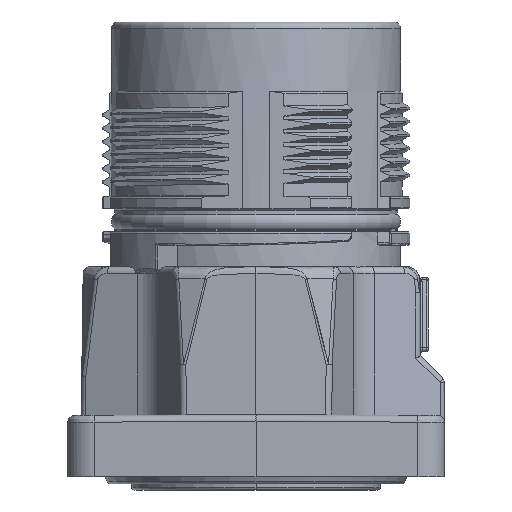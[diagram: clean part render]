
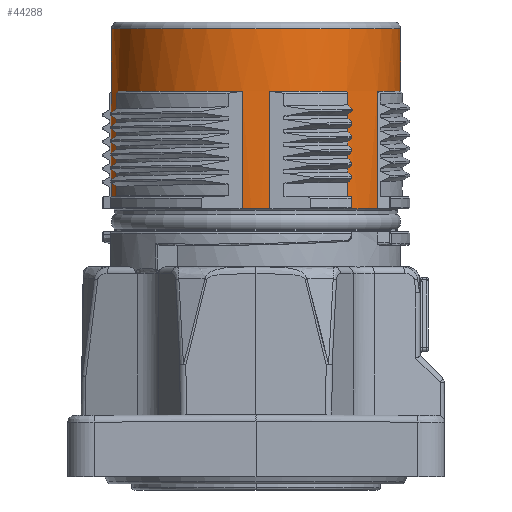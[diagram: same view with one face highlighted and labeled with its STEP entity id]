
A CAD part, front view. The second image highlights one B-rep face of the part: STEP entity #44288.
In plain terms, the highlighted cylindrical face has radius 10.75 mm (diameter 21.5 mm), a partial arc.
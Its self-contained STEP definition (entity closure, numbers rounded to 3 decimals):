
#6348=CARTESIAN_POINT('',(0.,0.,33.3));
#6349=DIRECTION('',(0.,0.,1.));
#6350=DIRECTION('',(-1.,0.,0.));
#6351=AXIS2_PLACEMENT_3D('',#6348,#6349,#6350);
#6353=CARTESIAN_POINT('',(0.,0.,28.65));
#6354=DIRECTION('',(0.,0.,-1.));
#6355=DIRECTION('',(1.,0.,0.));
#6356=AXIS2_PLACEMENT_3D('',#6353,#6354,#6355);
#6363=DIRECTION('',(0.,0.,1.));
#6364=VECTOR('',#6363,4.8);
#6365=CARTESIAN_POINT('',(-10.75,0.,28.5));
#6366=LINE('',#6365,#6364);
#6367=CARTESIAN_POINT('',(0.,0.,28.5));
#6368=DIRECTION('',(0.,0.,1.));
#6369=DIRECTION('',(-1.,0.014,0.));
#6370=AXIS2_PLACEMENT_3D('',#6367,#6368,#6369);
#6381=DIRECTION('',(0.,0.,1.));
#6382=VECTOR('',#6381,4.65);
#6383=CARTESIAN_POINT('',(10.75,0.,28.65));
#6384=LINE('',#6383,#6382);
#6426=DIRECTION('',(0.,0.,1.));
#6427=VECTOR('',#6426,8.6);
#6428=CARTESIAN_POINT('',(-10.749,0.152,19.9));
#6429=LINE('',#6428,#6427);
#6463=CARTESIAN_POINT('',(0.,0.,19.9));
#6464=DIRECTION('',(0.,0.,1.));
#6465=DIRECTION('',(0.626,-0.779,0.));
#6466=AXIS2_PLACEMENT_3D('',#6463,#6464,#6465);
#6512=CARTESIAN_POINT('',(0.,0.,19.9));
#6513=DIRECTION('',(0.,0.,1.));
#6514=DIRECTION('',(-1.,0.014,0.));
#6515=AXIS2_PLACEMENT_3D('',#6512,#6513,#6514);
#6525=CARTESIAN_POINT('',(0.,0.,19.9));
#6526=DIRECTION('',(0.,0.,1.));
#6527=DIRECTION('',(-0.096,-0.995,0.));
#6528=AXIS2_PLACEMENT_3D('',#6525,#6526,#6527);
#6573=DIRECTION('',(0.,0.,-1.));
#6574=VECTOR('',#6573,8.75);
#6575=CARTESIAN_POINT('',(6.734,-8.379,28.65));
#6576=LINE('',#6575,#6574);
#6607=DIRECTION('',(0.,0.,1.));
#6608=VECTOR('',#6607,8.75);
#6609=CARTESIAN_POINT('',(1.036,-10.7,19.9));
#6610=LINE('',#6609,#6608);
#6632=CARTESIAN_POINT('',(1.036,-10.7,28.65));
#6634=CARTESIAN_POINT('',(0.,0.,
28.65));
#6635=DIRECTION('',(0.,0.,1.));
#6636=DIRECTION('',(0.096,-0.995,0.));
#6637=AXIS2_PLACEMENT_3D('',#6634,#6635,#6636);
#7371=DIRECTION('',(0.,0.,1.));
#7372=VECTOR('',#7371,8.75);
#7373=CARTESIAN_POINT('',(9.027,-5.837,19.9));
#7374=LINE('',#7373,#7372);
#10948=DIRECTION('',(0.,0.,1.));
#10949=VECTOR('',#10948,8.75);
#10950=CARTESIAN_POINT('',(-10.257,-3.217,19.9));
#10951=LINE('',#10950,#10949);
#11804=CARTESIAN_POINT('',(0.,0.,
28.65));
#11805=DIRECTION('',(0.,0.,1.));
#11806=DIRECTION('',(-0.954,-0.299,0.));
#11807=AXIS2_PLACEMENT_3D('',#11804,#11805,#11806);
#11809=CARTESIAN_POINT('',(-1.036,-10.7,28.65));
#11816=DIRECTION('',(0.,0.,-1.));
#11817=VECTOR('',#11816,8.75);
#11818=CARTESIAN_POINT('',(-1.036,-10.7,28.65));
#11819=LINE('',#11818,#11817);
#30728=CARTESIAN_POINT('',(10.75,0.,28.65));
#30729=CARTESIAN_POINT('',(9.027,-5.837,28.65));
#30730=VERTEX_POINT('',#30728);
#30731=VERTEX_POINT('',#30729);
#30829=VERTEX_POINT('',#6632);
#31066=VERTEX_POINT('',#11809);
#31069=CARTESIAN_POINT('',(6.734,-8.379,
28.65));
#31070=VERTEX_POINT('',#31069);
#31071=CARTESIAN_POINT('',(1.036,-10.7,19.9));
#31072=VERTEX_POINT('',#31071);
#31075=CARTESIAN_POINT('',(-10.257,-3.217,
28.65));
#31076=VERTEX_POINT('',#31075);
#31077=CARTESIAN_POINT('',(-1.036,-10.7,19.9));
#31078=VERTEX_POINT('',#31077);
#31083=CARTESIAN_POINT('',(10.75,0.,33.3));
#31084=CARTESIAN_POINT('',(-10.75,0.,33.3));
#31085=VERTEX_POINT('',#31083);
#31086=VERTEX_POINT('',#31084);
#31100=CARTESIAN_POINT('',(6.734,-8.379,19.9));
#31101=CARTESIAN_POINT('',(9.027,-5.837,19.9));
#31102=VERTEX_POINT('',#31100);
#31103=VERTEX_POINT('',#31101);
#31219=CARTESIAN_POINT('',(-10.749,0.152,19.9));
#31220=CARTESIAN_POINT('',(-10.257,-3.217,19.9));
#31221=VERTEX_POINT('',#31219);
#31222=VERTEX_POINT('',#31220);
#31263=CARTESIAN_POINT('',(-10.749,0.152,28.5));
#31264=VERTEX_POINT('',#31263);
#31604=CARTESIAN_POINT('',(-10.75,0.,28.5));
#31605=VERTEX_POINT('',#31604);
#44250=CARTESIAN_POINT('',(0.,0.,34.715));
#44251=DIRECTION('',(0.,0.,-1.));
#44252=DIRECTION('',(-1.,0.,0.));
#44253=AXIS2_PLACEMENT_3D('',#44250,#44251,#44252);
#44254=CYLINDRICAL_SURFACE('',#44253,10.75);
#44255=ORIENTED_EDGE('',*,*,#44244,.T.);
#44257=ORIENTED_EDGE('',*,*,#44256,.F.);
#44259=ORIENTED_EDGE('',*,*,#44258,.T.);
#44261=ORIENTED_EDGE('',*,*,#44260,.F.);
#44263=ORIENTED_EDGE('',*,*,#44262,.F.);
#44265=ORIENTED_EDGE('',*,*,#44264,.F.);
#44267=ORIENTED_EDGE('',*,*,#44266,.F.);
#44269=ORIENTED_EDGE('',*,*,#44268,.F.);
#44271=ORIENTED_EDGE('',*,*,#44270,.F.);
#44273=ORIENTED_EDGE('',*,*,#44272,.F.);
#44275=ORIENTED_EDGE('',*,*,#44274,.F.);
#44277=ORIENTED_EDGE('',*,*,#44276,.F.);
#44279=ORIENTED_EDGE('',*,*,#44278,.F.);
#44281=ORIENTED_EDGE('',*,*,#44280,.T.);
#44283=ORIENTED_EDGE('',*,*,#44282,.T.);
#44285=ORIENTED_EDGE('',*,*,#44284,.T.);
#44286=EDGE_LOOP('',(#44255,#44257,#44259,#44261,#44263,#44265,#44267,#44269,
#44271,#44273,#44275,#44277,#44279,#44281,#44283,#44285));
#44287=FACE_OUTER_BOUND('',#44286,.F.);
#6352=CIRCLE('',#6351,10.75);
#6357=CIRCLE('',#6356,10.75);
#6371=CIRCLE('',#6370,10.75);
#6467=CIRCLE('',#6466,10.75);
#6516=CIRCLE('',#6515,10.75);
#6529=CIRCLE('',#6528,10.75);
#6638=CIRCLE('',#6637,10.75);
#11808=CIRCLE('',#11807,10.75);
#44244=EDGE_CURVE('',#31086,#31085,#6352,.T.);
#44256=EDGE_CURVE('',#30730,#31085,#6384,.T.);
#44258=EDGE_CURVE('',#30730,#30731,#6357,.T.);
#44260=EDGE_CURVE('',#31103,#30731,#7374,.T.);
#44262=EDGE_CURVE('',#31102,#31103,#6467,.T.);
#44264=EDGE_CURVE('',#31070,#31102,#6576,.T.);
#44266=EDGE_CURVE('',#30829,#31070,#6638,.T.);
#44268=EDGE_CURVE('',#31072,#30829,#6610,.T.);
#44270=EDGE_CURVE('',#31078,#31072,#6529,.T.);
#44272=EDGE_CURVE('',#31066,#31078,#11819,.T.);
#44274=EDGE_CURVE('',#31076,#31066,#11808,.T.);
#44276=EDGE_CURVE('',#31222,#31076,#10951,.T.);
#44278=EDGE_CURVE('',#31221,#31222,#6516,.T.);
#44280=EDGE_CURVE('',#31221,#31264,#6429,.T.);
#44282=EDGE_CURVE('',#31264,#31605,#6371,.T.);
#44284=EDGE_CURVE('',#31605,#31086,#6366,.T.);
#44288=ADVANCED_FACE('',(#44287),#44254,.T.);
